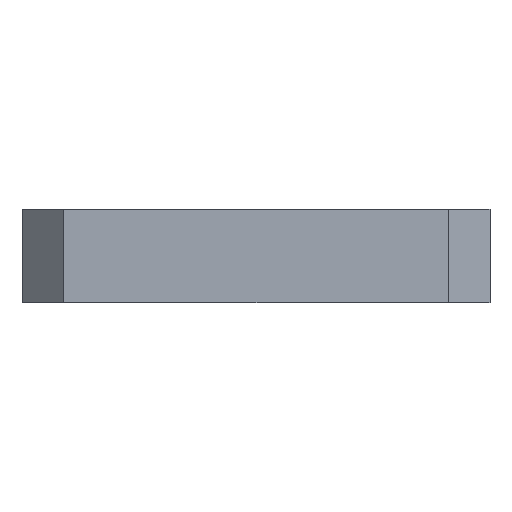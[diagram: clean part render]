
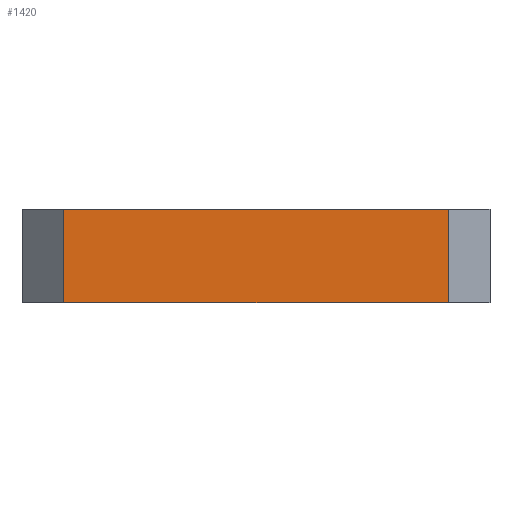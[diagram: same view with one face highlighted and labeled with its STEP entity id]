
A CAD part, front view. The second image highlights one B-rep face of the part: STEP entity #1420.
In plain terms, the highlighted planar face has unit normal (0, -1, 0).
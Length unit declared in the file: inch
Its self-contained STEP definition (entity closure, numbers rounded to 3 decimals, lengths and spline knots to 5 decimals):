
#5 = VECTOR ( 'NONE', #355, 39.37008 ) ;
#7 = CARTESIAN_POINT ( 'NONE',  ( 0.3622, -0.44094, -0.17677 ) ) ;
#10 = CARTESIAN_POINT ( 'NONE',  ( -0.3622, -0.44094, 0. ) ) ;
#33 = FACE_OUTER_BOUND ( 'NONE', #752, .T. ) ;
#46 = EDGE_CURVE ( 'NONE', #161, #315, #174, .T. ) ;
#70 = ORIENTED_EDGE ( 'NONE', *, *, #1246, .F. ) ;
#161 = VERTEX_POINT ( 'NONE', #506 ) ;
#174 = LINE ( 'NONE', #684, #1230 ) ;
#179 = DIRECTION ( 'NONE',  ( 0., 0., -1. ) ) ;
#300 = CARTESIAN_POINT ( 'NONE',  ( -0.3622, -0.44094, -0.17677 ) ) ;
#315 = VERTEX_POINT ( 'NONE', #7 ) ;
#346 = CARTESIAN_POINT ( 'NONE',  ( -0.3622, -0.44094, -0.17677 ) ) ;
#355 = DIRECTION ( 'NONE',  ( 0., 0., 1. ) ) ;
#483 = DIRECTION ( 'NONE',  ( 0., 0., 1. ) ) ;
#506 = CARTESIAN_POINT ( 'NONE',  ( -0.3622, -0.44094, -0.17677 ) ) ;
#655 = EDGE_CURVE ( 'NONE', #161, #803, #839, .T. ) ;
#684 = CARTESIAN_POINT ( 'NONE',  ( -0.3622, -0.44094, -0.17677 ) ) ;
#752 = EDGE_LOOP ( 'NONE', ( #70, #1537, #946, #954 ) ) ;
#803 = VERTEX_POINT ( 'NONE', #10 ) ;
#839 = LINE ( 'NONE', #346, #5 ) ;
#876 = LINE ( 'NONE', #1311, #880 ) ;
#880 = VECTOR ( 'NONE', #1295, 39.37008 ) ;
#912 = CARTESIAN_POINT ( 'NONE',  ( 0.3622, -0.44094, 0. ) ) ;
#946 = ORIENTED_EDGE ( 'NONE', *, *, #46, .T. ) ;
#954 = ORIENTED_EDGE ( 'NONE', *, *, #1546, .T. ) ;
#1058 = AXIS2_PLACEMENT_3D ( 'NONE', #300, #1350, #179 ) ;
#1133 = LINE ( 'NONE', #1148, #1599 ) ;
#1148 = CARTESIAN_POINT ( 'NONE',  ( 0.3622, -0.44094, -0.17677 ) ) ;
#1216 = DIRECTION ( 'NONE',  ( 1., 0., 0. ) ) ;
#1230 = VECTOR ( 'NONE', #1216, 39.37008 ) ;
#1246 = EDGE_CURVE ( 'NONE', #803, #1291, #876, .T. ) ;
#1291 = VERTEX_POINT ( 'NONE', #912 ) ;
#1295 = DIRECTION ( 'NONE',  ( 1., 0., 0. ) ) ;
#1311 = CARTESIAN_POINT ( 'NONE',  ( -0.3622, -0.44094, 0. ) ) ;
#1350 = DIRECTION ( 'NONE',  ( 0., -1., 0. ) ) ;
#1420 = ADVANCED_FACE ( 'NONE', ( #33 ), #1474, .T. ) ;
#1474 = PLANE ( 'NONE',  #1058 ) ;
#1537 = ORIENTED_EDGE ( 'NONE', *, *, #655, .F. ) ;
#1546 = EDGE_CURVE ( 'NONE', #315, #1291, #1133, .T. ) ;
#1599 = VECTOR ( 'NONE', #483, 39.37008 ) ;
